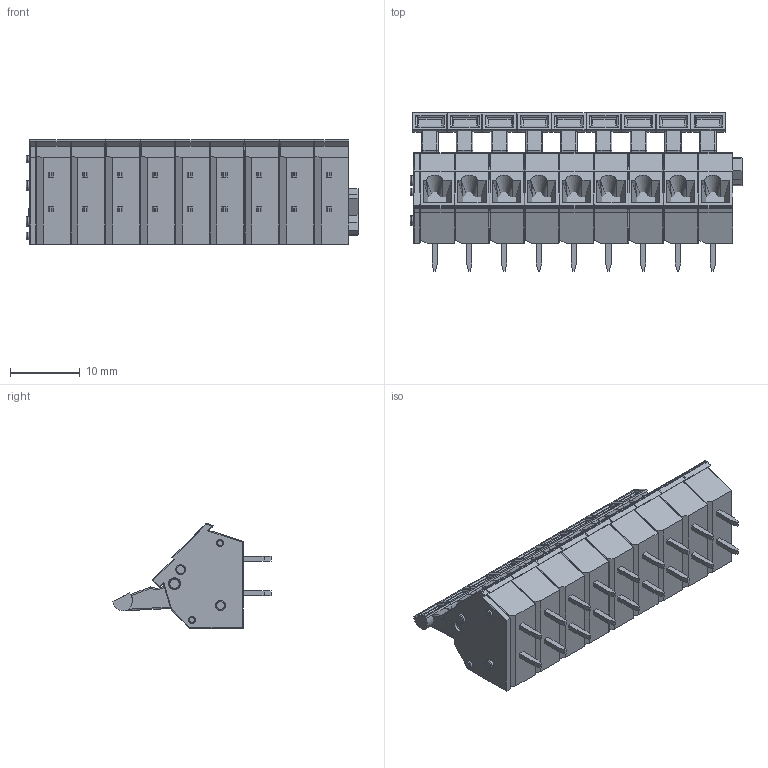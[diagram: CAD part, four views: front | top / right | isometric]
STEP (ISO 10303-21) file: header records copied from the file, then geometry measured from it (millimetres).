
FILE_DESCRIPTION(/* description */ (''),/* implementation_level */ '2;1');
FILE_NAME(/* name */ 'DG243-5.0-09P-11-00A(H).stp',/* time_stamp */ '2018-09-18T14:24:10+03:00',/* author */ ('shawn'),/* organization */ (''),/* preprocessor_version */ 'ST-DEVELOPER v17.2',/* originating_system */ 'Autodesk Inventor 2019',/* authorisation */ '');
FILE_SCHEMA (('AUTOMOTIVE_DESIGN { 1 0 10303 214 3 1 1 }'));
Length unit declared in the file: millimetre
Products named in the file (1): DG243-5.0-08
Bounding box: 47.75 x 22.73 x 15 mm (x, y, z)
Volume: 6450.6 mm3; surface area: 6690.5 mm2
Topology: 38 solids, 54 shells, 1663 faces, 4030 edges, 2482 vertices
Faces by surface type: plane 986, cylinder 564, torus 86, cone 27
Full cylindrical faces by diameter (mm): 1.036 x1, 1.062 x1, 1.42 x1, 1.431 x1, 1.51 x1, 1.522 x1
Entity records: 47737 total; most frequent: CARTESIAN_POINT 8410, DIRECTION 8240, ORIENTED_EDGE 8024, EDGE_CURVE 4012, LINE 3040, VECTOR 3040, AXIS2_PLACEMENT_3D 2600, VERTEX_POINT 2482
